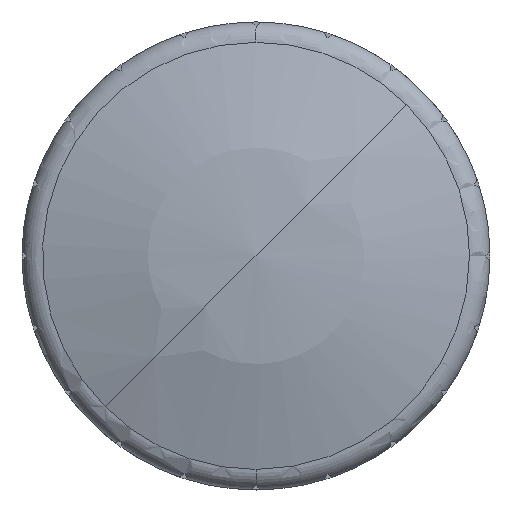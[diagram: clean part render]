
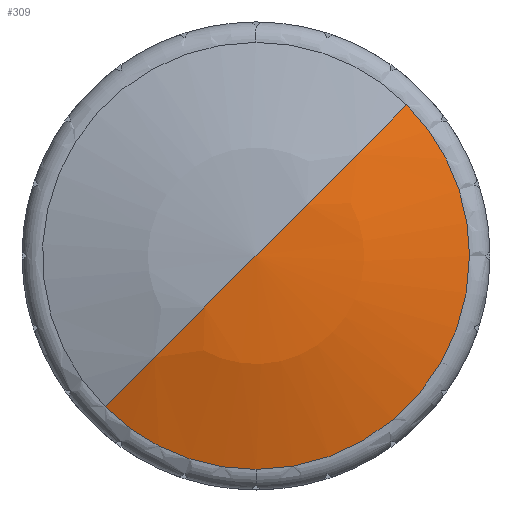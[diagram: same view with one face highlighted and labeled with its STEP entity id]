
A CAD part, top view. The second image highlights one B-rep face of the part: STEP entity #309.
In plain terms, the highlighted spherical face has radius 46.575 mm.
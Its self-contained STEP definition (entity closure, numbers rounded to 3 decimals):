
#309=ADVANCED_FACE('',(#644),#645,.T.);
#644=FACE_OUTER_BOUND('',#1010,.T.);
#645=SPHERICAL_SURFACE('',#1011,46.575);
#1010=EDGE_LOOP('',(#1893,#1894,#1895,#1896,#1897));
#1011=AXIS2_PLACEMENT_3D('',#1898,#1899,#1900);
#1893=ORIENTED_EDGE('',*,*,#2190,.T.);
#1894=ORIENTED_EDGE('',*,*,#2193,.T.);
#1895=ORIENTED_EDGE('',*,*,#2343,.T.);
#1896=ORIENTED_EDGE('',*,*,#2260,.T.);
#1897=ORIENTED_EDGE('',*,*,#2259,.T.);
#1898=CARTESIAN_POINT('',(0.0,0.0,-6.075));
#1899=DIRECTION('',(0.0,0.0,1.0));
#1900=DIRECTION('',(0.707,0.707,0.0));
#2190=EDGE_CURVE('',#2608,#2609,#2610,.T.);
#2193=EDGE_CURVE('',#2609,#2613,#2615,.T.);
#2259=EDGE_CURVE('',#2737,#2608,#2738,.T.);
#2260=EDGE_CURVE('',#2739,#2737,#2740,.T.);
#2343=EDGE_CURVE('',#2613,#2739,#2873,.T.);
#2608=VERTEX_POINT('',#3219);
#2609=VERTEX_POINT('',#3220);
#2610=CIRCLE('',#3221,46.575);
#2613=VERTEX_POINT('',#3224);
#2615=CIRCLE('',#3226,46.575);
#2737=VERTEX_POINT('',#3372);
#2738=CIRCLE('',#3373,15.057);
#2739=VERTEX_POINT('',#3374);
#2740=CIRCLE('',#3375,15.057);
#2873=CIRCLE('',#3997,15.057);
#3219=CARTESIAN_POINT('',(10.647,10.647,37.999));
#3220=CARTESIAN_POINT('',(0.0,0.0,40.5));
#3221=AXIS2_PLACEMENT_3D('',#4703,#4704,#4705);
#3224=CARTESIAN_POINT('',(-10.647,-10.647,37.999));
#3226=AXIS2_PLACEMENT_3D('',#4712,#4713,#4714);
#3372=CARTESIAN_POINT('',(15.057,0.,37.999));
#3373=AXIS2_PLACEMENT_3D('',#4847,#4848,#4849);
#3374=CARTESIAN_POINT('',(0.,-15.057,37.999));
#3375=AXIS2_PLACEMENT_3D('',#4850,#4851,#4852);
#3997=AXIS2_PLACEMENT_3D('',#4925,#4926,#4927);
#4703=CARTESIAN_POINT('',(0.0,0.0,-6.075));
#4704=DIRECTION('',(0.707,-0.707,0.0));
#4705=DIRECTION('',(0.0,0.0,1.0));
#4712=CARTESIAN_POINT('',(0.0,0.0,-6.075));
#4713=DIRECTION('',(0.707,-0.707,0.0));
#4714=DIRECTION('',(0.0,0.0,1.0));
#4847=CARTESIAN_POINT('',(0.0,0.,37.999));
#4848=DIRECTION('',(0.0,0.,1.0));
#4849=DIRECTION('',(-1.0,0.0,-0.0));
#4850=CARTESIAN_POINT('',(0.0,0.,37.999));
#4851=DIRECTION('',(0.0,0.,1.0));
#4852=DIRECTION('',(-1.0,0.0,-0.0));
#4925=CARTESIAN_POINT('',(0.0,0.,37.999));
#4926=DIRECTION('',(0.0,0.,1.0));
#4927=DIRECTION('',(-1.0,0.0,-0.0));
